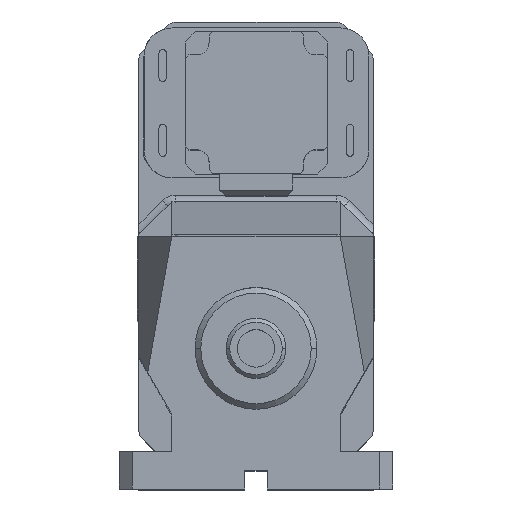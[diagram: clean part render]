
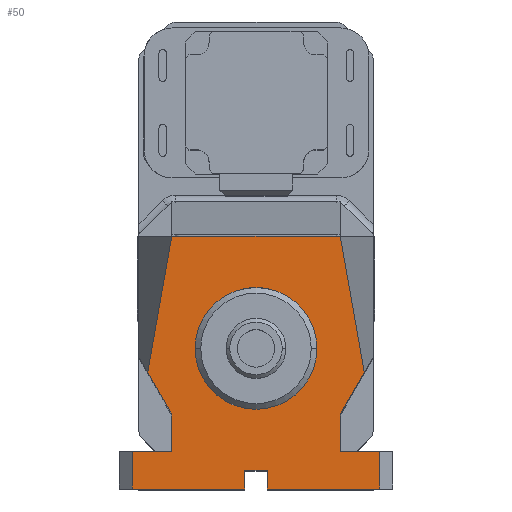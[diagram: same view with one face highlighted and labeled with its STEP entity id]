
A CAD part, top view. The second image highlights one B-rep face of the part: STEP entity #50.
In plain terms, the highlighted planar face has unit normal (0, 0, 1).
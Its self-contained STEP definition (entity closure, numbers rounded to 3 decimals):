
#43 = VERTEX_POINT ( 'NONE', #2895 ) ;
#49 = EDGE_CURVE ( 'NONE', #1577, #43, #2890, .T. ) ;
#50 = ADVANCED_FACE ( 'NONE', ( #2886 ), #2885, .T. ) ;
#51 = ORIENTED_EDGE ( 'NONE', *, *, #824, .T. ) ;
#116 = EDGE_LOOP ( 'NONE', ( #51, #4201, #4202, #4239, #4260, #4206, #4244, #4200, #4219, #4241, #4186, #4188, #4189, #4232, #4183, #4229, #4209, #4212 ) ) ;
#824 = EDGE_CURVE ( 'NONE', #1857, #1576, #5284, .T. ) ;
#927 = EDGE_CURVE ( 'NONE', #985, #1442, #5408, .T. ) ;
#985 = VERTEX_POINT ( 'NONE', #5511 ) ;
#1011 = VERTEX_POINT ( 'NONE', #5534 ) ;
#1014 = EDGE_CURVE ( 'NONE', #1583, #1011, #5596, .T. ) ;
#1429 = VERTEX_POINT ( 'NONE', #6398 ) ;
#1442 = VERTEX_POINT ( 'NONE', #6447 ) ;
#1459 = EDGE_CURVE ( 'NONE', #1442, #1470, #6420, .T. ) ;
#1470 = VERTEX_POINT ( 'NONE', #6476 ) ;
#1520 = EDGE_CURVE ( 'NONE', #1544, #1584, #6584, .T. ) ;
#1533 = EDGE_CURVE ( 'NONE', #1558, #1544, #6570, .T. ) ;
#1539 = EDGE_CURVE ( 'NONE', #1429, #1558, #6566, .T. ) ;
#1544 = VERTEX_POINT ( 'NONE', #6556 ) ;
#1558 = VERTEX_POINT ( 'NONE', #6611 ) ;
#1561 = EDGE_CURVE ( 'NONE', #1470, #1429, #6604, .T. ) ;
#1575 = EDGE_CURVE ( 'NONE', #1600, #1583, #6638, .T. ) ;
#1576 = VERTEX_POINT ( 'NONE', #6634 ) ;
#1577 = VERTEX_POINT ( 'NONE', #6633 ) ;
#1579 = EDGE_CURVE ( 'NONE', #1576, #1577, #6632, .T. ) ;
#1583 = VERTEX_POINT ( 'NONE', #6616 ) ;
#1584 = VERTEX_POINT ( 'NONE', #6679 ) ;
#1594 = EDGE_CURVE ( 'NONE', #1584, #1600, #6672, .T. ) ;
#1600 = VERTEX_POINT ( 'NONE', #6664 ) ;
#1857 = VERTEX_POINT ( 'NONE', #7080 ) ;
#2881 = DIRECTION ( 'NONE',  ( 1., 0., 0. ) ) ;
#2882 = DIRECTION ( 'NONE',  ( 0., 0., 1. ) ) ;
#2883 = CARTESIAN_POINT ( 'NONE',  ( -57.833, -12.78, 354. ) ) ;
#2884 = AXIS2_PLACEMENT_3D ( 'NONE', #2883, #2882, #2881 ) ;
#2885 = PLANE ( 'NONE',  #2884 ) ;
#2886 = FACE_OUTER_BOUND ( 'NONE', #116, .T. ) ;
#2887 = DIRECTION ( 'NONE',  ( -0.174, -0.985, 0. ) ) ;
#2888 = VECTOR ( 'NONE', #2887, 1000. ) ;
#2889 = CARTESIAN_POINT ( 'NONE',  ( -45., 60., 354. ) ) ;
#2890 = LINE ( 'NONE', #2889, #2888 ) ;
#2895 = CARTESIAN_POINT ( 'NONE',  ( -57.833, -12.78, 354. ) ) ;
#4183 = ORIENTED_EDGE ( 'NONE', *, *, #1014, .T. ) ;
#4184 = VERTEX_POINT ( 'NONE', #8905 ) ;
#4186 = ORIENTED_EDGE ( 'NONE', *, *, #1533, .T. ) ;
#4188 = ORIENTED_EDGE ( 'NONE', *, *, #1520, .T. ) ;
#4189 = ORIENTED_EDGE ( 'NONE', *, *, #1594, .T. ) ;
#4200 = ORIENTED_EDGE ( 'NONE', *, *, #1459, .T. ) ;
#4201 = ORIENTED_EDGE ( 'NONE', *, *, #1579, .T. ) ;
#4202 = ORIENTED_EDGE ( 'NONE', *, *, #49, .T. ) ;
#4203 = VERTEX_POINT ( 'NONE', #8884 ) ;
#4206 = ORIENTED_EDGE ( 'NONE', *, *, #4243, .T. ) ;
#4209 = ORIENTED_EDGE ( 'NONE', *, *, #4211, .T. ) ;
#4211 = EDGE_CURVE ( 'NONE', #4184, #4231, #8934, .T. ) ;
#4212 = ORIENTED_EDGE ( 'NONE', *, *, #4213, .F. ) ;
#4213 = EDGE_CURVE ( 'NONE', #1857, #4231, #8929, .T. ) ;
#4219 = ORIENTED_EDGE ( 'NONE', *, *, #1561, .T. ) ;
#4229 = ORIENTED_EDGE ( 'NONE', *, *, #4230, .F. ) ;
#4230 = EDGE_CURVE ( 'NONE', #4184, #1011, #8958, .T. ) ;
#4231 = VERTEX_POINT ( 'NONE', #8954 ) ;
#4232 = ORIENTED_EDGE ( 'NONE', *, *, #1575, .T. ) ;
#4236 = EDGE_CURVE ( 'NONE', #4203, #4237, #8952, .T. ) ;
#4237 = VERTEX_POINT ( 'NONE', #8947 ) ;
#4239 = ORIENTED_EDGE ( 'NONE', *, *, #4259, .T. ) ;
#4241 = ORIENTED_EDGE ( 'NONE', *, *, #1539, .T. ) ;
#4243 = EDGE_CURVE ( 'NONE', #4237, #985, #8990, .T. ) ;
#4244 = ORIENTED_EDGE ( 'NONE', *, *, #927, .T. ) ;
#4259 = EDGE_CURVE ( 'NONE', #43, #4203, #4486, .T. ) ;
#4260 = ORIENTED_EDGE ( 'NONE', *, *, #4236, .T. ) ;
#4483 = DIRECTION ( 'NONE',  ( 0.5, -0.866, 0. ) ) ;
#4484 = VECTOR ( 'NONE', #4483, 1000. ) ;
#4485 = CARTESIAN_POINT ( 'NONE',  ( -45., -35., 354. ) ) ;
#4486 = LINE ( 'NONE', #4485, #4484 ) ;
#5281 = DIRECTION ( 'NONE',  ( -0.174, 0.985, 0. ) ) ;
#5282 = VECTOR ( 'NONE', #5281, 1000. ) ;
#5283 = CARTESIAN_POINT ( 'NONE',  ( 57.833, -12.78, 354. ) ) ;
#5284 = LINE ( 'NONE', #5283, #5282 ) ;
#5405 = DIRECTION ( 'NONE',  ( -1., 0., 0. ) ) ;
#5406 = VECTOR ( 'NONE', #5405, 1000. ) ;
#5407 = CARTESIAN_POINT ( 'NONE',  ( -57.833, -55., 354. ) ) ;
#5408 = LINE ( 'NONE', #5407, #5406 ) ;
#5511 = CARTESIAN_POINT ( 'NONE',  ( -45., -55., 354. ) ) ;
#5534 = CARTESIAN_POINT ( 'NONE',  ( 45., -55., 354. ) ) ;
#5593 = DIRECTION ( 'NONE',  ( -1., 0., 0. ) ) ;
#5594 = VECTOR ( 'NONE', #5593, 1000. ) ;
#5595 = CARTESIAN_POINT ( 'NONE',  ( -57.833, -55., 354. ) ) ;
#5596 = LINE ( 'NONE', #5595, #5594 ) ;
#6398 = CARTESIAN_POINT ( 'NONE',  ( -6., -75., 354. ) ) ;
#6419 = CARTESIAN_POINT ( 'NONE',  ( -66., -12.78, 354. ) ) ;
#6420 = LINE ( 'NONE', #6419, #6488 ) ;
#6447 = CARTESIAN_POINT ( 'NONE',  ( -66., -55., 354. ) ) ;
#6476 = CARTESIAN_POINT ( 'NONE',  ( -66., -75., 354. ) ) ;
#6487 = DIRECTION ( 'NONE',  ( 0., -1., 0. ) ) ;
#6488 = VECTOR ( 'NONE', #6487, 1000. ) ;
#6556 = CARTESIAN_POINT ( 'NONE',  ( 6., -65., 354. ) ) ;
#6563 = DIRECTION ( 'NONE',  ( 0., 1., 0. ) ) ;
#6564 = VECTOR ( 'NONE', #6563, 1000. ) ;
#6565 = CARTESIAN_POINT ( 'NONE',  ( -6., -12.78, 354. ) ) ;
#6566 = LINE ( 'NONE', #6565, #6564 ) ;
#6567 = DIRECTION ( 'NONE',  ( 1., 0., 0. ) ) ;
#6568 = VECTOR ( 'NONE', #6567, 1000. ) ;
#6569 = CARTESIAN_POINT ( 'NONE',  ( -57.833, -65., 354. ) ) ;
#6570 = LINE ( 'NONE', #6569, #6568 ) ;
#6581 = DIRECTION ( 'NONE',  ( 0., -1., 0. ) ) ;
#6582 = VECTOR ( 'NONE', #6581, 1000. ) ;
#6583 = CARTESIAN_POINT ( 'NONE',  ( 6., -12.78, 354. ) ) ;
#6584 = LINE ( 'NONE', #6583, #6582 ) ;
#6601 = DIRECTION ( 'NONE',  ( 1., 0., 0. ) ) ;
#6602 = VECTOR ( 'NONE', #6601, 1000. ) ;
#6603 = CARTESIAN_POINT ( 'NONE',  ( -57.833, -75., 354. ) ) ;
#6604 = LINE ( 'NONE', #6603, #6602 ) ;
#6611 = CARTESIAN_POINT ( 'NONE',  ( -6., -65., 354. ) ) ;
#6616 = CARTESIAN_POINT ( 'NONE',  ( 66., -55., 354. ) ) ;
#6629 = DIRECTION ( 'NONE',  ( -1., 0., 0. ) ) ;
#6630 = VECTOR ( 'NONE', #6629, 1000. ) ;
#6631 = CARTESIAN_POINT ( 'NONE',  ( -57.833, 60., 354. ) ) ;
#6632 = LINE ( 'NONE', #6631, #6630 ) ;
#6633 = CARTESIAN_POINT ( 'NONE',  ( -45., 60., 354. ) ) ;
#6634 = CARTESIAN_POINT ( 'NONE',  ( 45., 60., 354. ) ) ;
#6635 = DIRECTION ( 'NONE',  ( 0., 1., 0. ) ) ;
#6636 = VECTOR ( 'NONE', #6635, 1000. ) ;
#6637 = CARTESIAN_POINT ( 'NONE',  ( 66., -12.78, 354. ) ) ;
#6638 = LINE ( 'NONE', #6637, #6636 ) ;
#6664 = CARTESIAN_POINT ( 'NONE',  ( 66., -75., 354. ) ) ;
#6669 = DIRECTION ( 'NONE',  ( 1., 0., 0. ) ) ;
#6670 = VECTOR ( 'NONE', #6669, 1000. ) ;
#6671 = CARTESIAN_POINT ( 'NONE',  ( -57.833, -75., 354. ) ) ;
#6672 = LINE ( 'NONE', #6671, #6670 ) ;
#6679 = CARTESIAN_POINT ( 'NONE',  ( 6., -75., 354. ) ) ;
#7080 = CARTESIAN_POINT ( 'NONE',  ( 57.833, -12.78, 354. ) ) ;
#8884 = CARTESIAN_POINT ( 'NONE',  ( -45.67, -33.839, 354. ) ) ;
#8905 = CARTESIAN_POINT ( 'NONE',  ( 45., -36.34, 354. ) ) ;
#8926 = DIRECTION ( 'NONE',  ( -0.5, -0.866, 0. ) ) ;
#8927 = VECTOR ( 'NONE', #8926, 1000. ) ;
#8928 = CARTESIAN_POINT ( 'NONE',  ( 45., -35., 354. ) ) ;
#8929 = LINE ( 'NONE', #8928, #8927 ) ;
#8930 = DIRECTION ( 'NONE',  ( -1., 0., 0. ) ) ;
#8931 = DIRECTION ( 'NONE',  ( 0., 0., -1. ) ) ;
#8932 = CARTESIAN_POINT ( 'NONE',  ( 50., -36.34, 354. ) ) ;
#8933 = AXIS2_PLACEMENT_3D ( 'NONE', #8932, #8931, #8930 ) ;
#8934 = CIRCLE ( 'NONE', #8933, 5. ) ;
#8947 = CARTESIAN_POINT ( 'NONE',  ( -45., -36.34, 354. ) ) ;
#8948 = DIRECTION ( 'NONE',  ( -1., 0., 0. ) ) ;
#8949 = DIRECTION ( 'NONE',  ( 0., 0., -1. ) ) ;
#8950 = CARTESIAN_POINT ( 'NONE',  ( -50., -36.34, 354. ) ) ;
#8951 = AXIS2_PLACEMENT_3D ( 'NONE', #8950, #8949, #8948 ) ;
#8952 = CIRCLE ( 'NONE', #8951, 5. ) ;
#8954 = CARTESIAN_POINT ( 'NONE',  ( 45.67, -33.839, 354. ) ) ;
#8955 = DIRECTION ( 'NONE',  ( 0., -1., 0. ) ) ;
#8956 = VECTOR ( 'NONE', #8955, 1000. ) ;
#8957 = CARTESIAN_POINT ( 'NONE',  ( 45., -35., 354. ) ) ;
#8958 = LINE ( 'NONE', #8957, #8956 ) ;
#8987 = DIRECTION ( 'NONE',  ( 0., -1., 0. ) ) ;
#8988 = VECTOR ( 'NONE', #8987, 1000. ) ;
#8989 = CARTESIAN_POINT ( 'NONE',  ( -45., -35., 354. ) ) ;
#8990 = LINE ( 'NONE', #8989, #8988 ) ;
